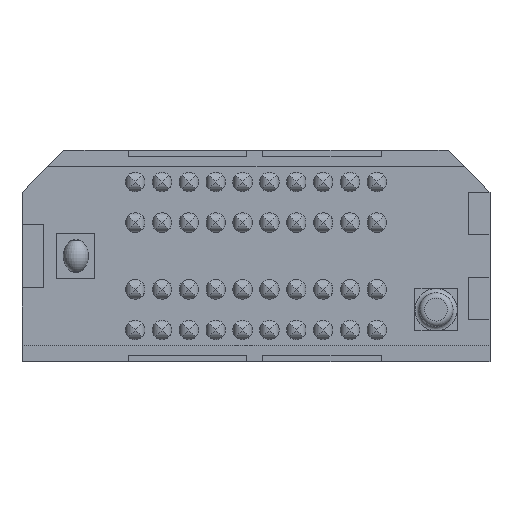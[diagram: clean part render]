
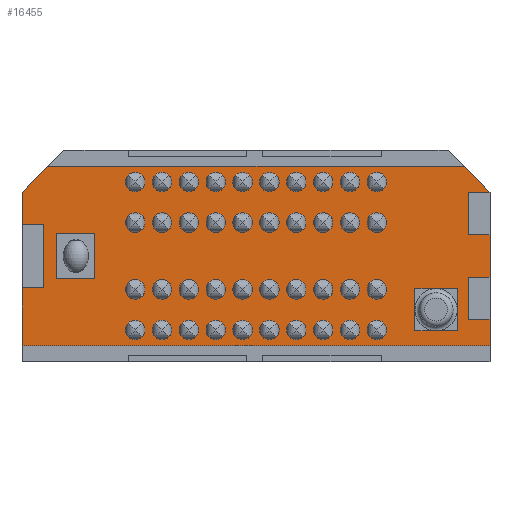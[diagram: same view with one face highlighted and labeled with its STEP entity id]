
A CAD part, front view. The second image highlights one B-rep face of the part: STEP entity #16455.
In plain terms, the highlighted face is planar.
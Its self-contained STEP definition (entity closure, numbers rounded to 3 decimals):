
#1899=LINE('',#27298,#3670);
#1900=LINE('',#27301,#3671);
#1901=LINE('',#27303,#3672);
#1902=LINE('',#27305,#3673);
#1903=LINE('',#27306,#3674);
#1904=LINE('',#27309,#3675);
#1905=LINE('',#27311,#3676);
#1906=LINE('',#27313,#3677);
#1907=LINE('',#27314,#3678);
#1908=LINE('',#27317,#3679);
#1909=LINE('',#27319,#3680);
#1910=LINE('',#27321,#3681);
#1911=LINE('',#27323,#3682);
#1912=LINE('',#27325,#3683);
#1913=LINE('',#27327,#3684);
#1914=LINE('',#27329,#3685);
#1915=LINE('',#27331,#3686);
#1916=LINE('',#27333,#3687);
#1917=LINE('',#27335,#3688);
#1918=LINE('',#27337,#3689);
#1919=LINE('',#27339,#3690);
#1920=LINE('',#27341,#3691);
#1921=LINE('',#27343,#3692);
#1922=LINE('',#27345,#3693);
#1923=LINE('',#27347,#3694);
#1924=LINE('',#27349,#3695);
#3670=VECTOR('',#22343,1000.);
#3671=VECTOR('',#22344,1000.);
#3672=VECTOR('',#22345,1000.);
#3673=VECTOR('',#22346,1000.);
#3674=VECTOR('',#22347,1000.);
#3675=VECTOR('',#22348,1000.);
#3676=VECTOR('',#22349,1000.);
#3677=VECTOR('',#22350,1000.);
#3678=VECTOR('',#22351,1000.);
#3679=VECTOR('',#22352,1000.);
#3680=VECTOR('',#22353,1000.);
#3681=VECTOR('',#22354,1000.);
#3682=VECTOR('',#22355,1000.);
#3683=VECTOR('',#22356,1000.);
#3684=VECTOR('',#22357,1000.);
#3685=VECTOR('',#22358,1000.);
#3686=VECTOR('',#22359,1000.);
#3687=VECTOR('',#22360,1000.);
#3688=VECTOR('',#22361,1000.);
#3689=VECTOR('',#22362,1000.);
#3690=VECTOR('',#22363,1000.);
#3691=VECTOR('',#22364,1000.);
#3692=VECTOR('',#22365,1000.);
#3693=VECTOR('',#22366,1000.);
#3694=VECTOR('',#22367,1000.);
#3695=VECTOR('',#22368,1000.);
#4407=PLANE('',#18067);
#8340=ORIENTED_EDGE('',*,*,#11556,.T.);
#8341=ORIENTED_EDGE('',*,*,#11557,.T.);
#8342=ORIENTED_EDGE('',*,*,#11558,.T.);
#8343=ORIENTED_EDGE('',*,*,#11559,.T.);
#8344=ORIENTED_EDGE('',*,*,#11560,.T.);
#8345=ORIENTED_EDGE('',*,*,#11561,.T.);
#8346=ORIENTED_EDGE('',*,*,#11562,.T.);
#8347=ORIENTED_EDGE('',*,*,#11563,.T.);
#8348=ORIENTED_EDGE('',*,*,#11564,.T.);
#8349=ORIENTED_EDGE('',*,*,#11565,.T.);
#8350=ORIENTED_EDGE('',*,*,#11566,.F.);
#8351=ORIENTED_EDGE('',*,*,#11567,.F.);
#8352=ORIENTED_EDGE('',*,*,#11568,.F.);
#8353=ORIENTED_EDGE('',*,*,#11569,.T.);
#8354=ORIENTED_EDGE('',*,*,#11570,.T.);
#8355=ORIENTED_EDGE('',*,*,#11571,.T.);
#8356=ORIENTED_EDGE('',*,*,#11572,.F.);
#8357=ORIENTED_EDGE('',*,*,#11573,.T.);
#8358=ORIENTED_EDGE('',*,*,#11574,.T.);
#8359=ORIENTED_EDGE('',*,*,#11575,.T.);
#8360=ORIENTED_EDGE('',*,*,#11576,.F.);
#8361=ORIENTED_EDGE('',*,*,#11577,.F.);
#8362=ORIENTED_EDGE('',*,*,#11578,.T.);
#8363=ORIENTED_EDGE('',*,*,#11579,.F.);
#8364=ORIENTED_EDGE('',*,*,#11580,.F.);
#8365=ORIENTED_EDGE('',*,*,#11581,.T.);
#11556=EDGE_CURVE('',#13322,#13323,#1899,.T.);
#11557=EDGE_CURVE('',#13323,#13324,#1900,.T.);
#11558=EDGE_CURVE('',#13324,#13325,#1901,.T.);
#11559=EDGE_CURVE('',#13325,#13322,#1902,.T.);
#11560=EDGE_CURVE('',#13326,#13327,#1903,.T.);
#11561=EDGE_CURVE('',#13327,#13328,#1904,.T.);
#11562=EDGE_CURVE('',#13328,#13329,#1905,.T.);
#11563=EDGE_CURVE('',#13329,#13326,#1906,.T.);
#11564=EDGE_CURVE('',#13330,#13331,#1907,.T.);
#11565=EDGE_CURVE('',#13331,#13332,#1908,.T.);
#11566=EDGE_CURVE('',#13333,#13332,#1909,.T.);
#11567=EDGE_CURVE('',#13334,#13333,#1910,.T.);
#11568=EDGE_CURVE('',#13335,#13334,#1911,.T.);
#11569=EDGE_CURVE('',#13335,#13336,#1912,.T.);
#11570=EDGE_CURVE('',#13336,#13337,#1913,.T.);
#11571=EDGE_CURVE('',#13337,#13338,#1914,.T.);
#11572=EDGE_CURVE('',#13339,#13338,#1915,.T.);
#11573=EDGE_CURVE('',#13339,#13340,#1916,.T.);
#11574=EDGE_CURVE('',#13340,#13341,#1917,.T.);
#11575=EDGE_CURVE('',#13341,#13342,#1918,.T.);
#11576=EDGE_CURVE('',#13343,#13342,#1919,.T.);
#11577=EDGE_CURVE('',#13344,#13343,#1920,.T.);
#11578=EDGE_CURVE('',#13344,#13345,#1921,.T.);
#11579=EDGE_CURVE('',#13346,#13345,#1922,.T.);
#11580=EDGE_CURVE('',#13347,#13346,#1923,.T.);
#11581=EDGE_CURVE('',#13347,#13330,#1924,.T.);
#13322=VERTEX_POINT('',#27299);
#13323=VERTEX_POINT('',#27300);
#13324=VERTEX_POINT('',#27302);
#13325=VERTEX_POINT('',#27304);
#13326=VERTEX_POINT('',#27307);
#13327=VERTEX_POINT('',#27308);
#13328=VERTEX_POINT('',#27310);
#13329=VERTEX_POINT('',#27312);
#13330=VERTEX_POINT('',#27315);
#13331=VERTEX_POINT('',#27316);
#13332=VERTEX_POINT('',#27318);
#13333=VERTEX_POINT('',#27320);
#13334=VERTEX_POINT('',#27322);
#13335=VERTEX_POINT('',#27324);
#13336=VERTEX_POINT('',#27326);
#13337=VERTEX_POINT('',#27328);
#13338=VERTEX_POINT('',#27330);
#13339=VERTEX_POINT('',#27332);
#13340=VERTEX_POINT('',#27334);
#13341=VERTEX_POINT('',#27336);
#13342=VERTEX_POINT('',#27338);
#13343=VERTEX_POINT('',#27340);
#13344=VERTEX_POINT('',#27342);
#13345=VERTEX_POINT('',#27344);
#13346=VERTEX_POINT('',#27346);
#13347=VERTEX_POINT('',#27348);
#14338=EDGE_LOOP('',(#8340,#8341,#8342,#8343));
#14339=EDGE_LOOP('',(#8344,#8345,#8346,#8347));
#14340=EDGE_LOOP('',(#8348,#8349,#8350,#8351,#8352,#8353,#8354,#8355,#8356,
#8357,#8358,#8359,#8360,#8361,#8362,#8363,#8364,#8365));
#15235=FACE_BOUND('',#14338,.T.);
#15236=FACE_BOUND('',#14339,.T.);
#15237=FACE_BOUND('',#14340,.T.);
#16455=ADVANCED_FACE('',(#15235,#15236,#15237),#4407,.F.);
#18067=AXIS2_PLACEMENT_3D('',#27297,#22341,#22342);
#22341=DIRECTION('',(0.,0.,1.));
#22342=DIRECTION('',(1.,0.,0.));
#22343=DIRECTION('',(-1.,0.,0.));
#22344=DIRECTION('',(0.,-1.,0.));
#22345=DIRECTION('',(1.,0.,0.));
#22346=DIRECTION('',(0.,1.,0.));
#22347=DIRECTION('',(-1.,0.,0.));
#22348=DIRECTION('',(0.,-1.,0.));
#22349=DIRECTION('',(1.,0.,0.));
#22350=DIRECTION('',(0.,1.,0.));
#22351=DIRECTION('',(0.,1.,0.));
#22352=DIRECTION('',(-1.,0.,0.));
#22353=DIRECTION('',(0.,-1.,0.));
#22354=DIRECTION('',(-1.,0.,0.));
#22355=DIRECTION('',(0.,1.,0.));
#22356=DIRECTION('',(-1.,0.,0.));
#22357=DIRECTION('',(0.,-1.,0.));
#22358=DIRECTION('',(1.,0.,0.));
#22359=DIRECTION('',(0.,1.,0.));
#22360=DIRECTION('',(-1.,0.,0.));
#22361=DIRECTION('',(0.,-1.,0.));
#22362=DIRECTION('',(1.,0.,0.));
#22363=DIRECTION('',(0.,1.,0.));
#22364=DIRECTION('',(0.707,0.707,0.));
#22365=DIRECTION('',(-1.,0.,0.));
#22366=DIRECTION('',(0.707,-0.707,0.));
#22367=DIRECTION('',(0.,-1.,0.));
#22368=DIRECTION('',(1.,0.,0.));
#27297=CARTESIAN_POINT('',(0.,0.,0.));
#27298=CARTESIAN_POINT('',(-3.81,0.54,0.));
#27299=CARTESIAN_POINT('',(-3.81,0.54,0.));
#27300=CARTESIAN_POINT('',(-4.71,0.54,0.));
#27301=CARTESIAN_POINT('',(-4.71,0.54,0.));
#27302=CARTESIAN_POINT('',(-4.71,-0.54,0.));
#27303=CARTESIAN_POINT('',(-4.71,-0.54,0.));
#27304=CARTESIAN_POINT('',(-3.81,-0.54,0.));
#27305=CARTESIAN_POINT('',(-3.81,-0.54,0.));
#27306=CARTESIAN_POINT('',(4.76,1.77,0.));
#27307=CARTESIAN_POINT('',(4.76,1.77,0.));
#27308=CARTESIAN_POINT('',(3.76,1.77,0.));
#27309=CARTESIAN_POINT('',(3.76,1.77,0.));
#27310=CARTESIAN_POINT('',(3.76,0.77,0.));
#27311=CARTESIAN_POINT('',(3.76,0.77,0.));
#27312=CARTESIAN_POINT('',(4.76,0.77,0.));
#27313=CARTESIAN_POINT('',(4.76,0.77,0.));
#27314=CARTESIAN_POINT('',(-5.035,-0.75,0.));
#27315=CARTESIAN_POINT('',(-5.035,-0.75,0.));
#27316=CARTESIAN_POINT('',(-5.035,0.75,0.));
#27317=CARTESIAN_POINT('',(-5.035,0.75,0.));
#27318=CARTESIAN_POINT('',(-5.535,0.75,0.));
#27319=CARTESIAN_POINT('',(-5.535,2.5,0.));
#27320=CARTESIAN_POINT('',(-5.535,2.12,0.));
#27321=CARTESIAN_POINT('',(11.07,2.12,0.));
#27322=CARTESIAN_POINT('',(5.535,2.12,0.));
#27323=CARTESIAN_POINT('',(5.535,-1.51,0.));
#27324=CARTESIAN_POINT('',(5.535,1.5,0.));
#27325=CARTESIAN_POINT('',(5.535,1.5,0.));
#27326=CARTESIAN_POINT('',(5.035,1.5,0.));
#27327=CARTESIAN_POINT('',(5.035,1.5,0.));
#27328=CARTESIAN_POINT('',(5.035,0.5,0.));
#27329=CARTESIAN_POINT('',(5.035,0.5,0.));
#27330=CARTESIAN_POINT('',(5.535,0.5,0.));
#27331=CARTESIAN_POINT('',(5.535,-1.51,0.));
#27332=CARTESIAN_POINT('',(5.535,-0.5,0.));
#27333=CARTESIAN_POINT('',(5.535,-0.5,0.));
#27334=CARTESIAN_POINT('',(5.035,-0.5,0.));
#27335=CARTESIAN_POINT('',(5.035,-0.5,0.));
#27336=CARTESIAN_POINT('',(5.035,-1.5,0.));
#27337=CARTESIAN_POINT('',(5.035,-1.5,0.));
#27338=CARTESIAN_POINT('',(5.535,-1.5,0.));
#27339=CARTESIAN_POINT('',(5.535,-1.51,0.));
#27340=CARTESIAN_POINT('',(5.535,-1.51,0.));
#27341=CARTESIAN_POINT('',(4.545,-2.5,0.));
#27342=CARTESIAN_POINT('',(4.925,-2.12,0.));
#27343=CARTESIAN_POINT('',(11.07,-2.12,0.));
#27344=CARTESIAN_POINT('',(-4.925,-2.12,0.));
#27345=CARTESIAN_POINT('',(-5.535,-1.51,0.));
#27346=CARTESIAN_POINT('',(-5.535,-1.51,0.));
#27347=CARTESIAN_POINT('',(-5.535,2.5,0.));
#27348=CARTESIAN_POINT('',(-5.535,-0.75,0.));
#27349=CARTESIAN_POINT('',(-5.535,-0.75,0.));
